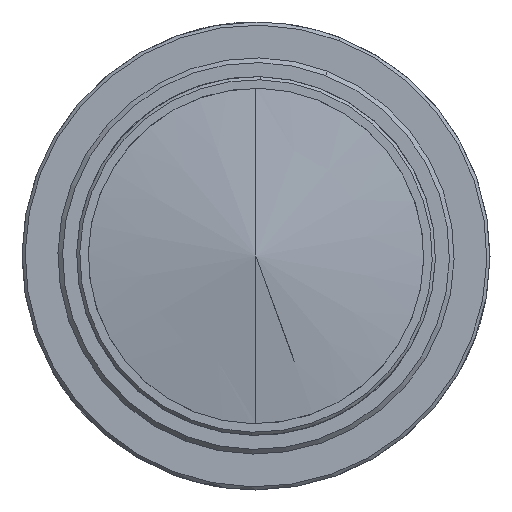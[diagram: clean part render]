
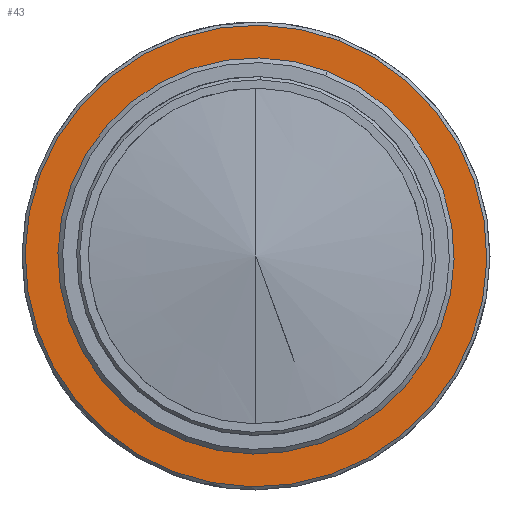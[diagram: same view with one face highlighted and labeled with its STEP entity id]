
A CAD part, left-side view. The second image highlights one B-rep face of the part: STEP entity #43.
In plain terms, the highlighted planar face has unit normal (-1, 0, 0).
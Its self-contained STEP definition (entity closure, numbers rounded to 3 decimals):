
#16 = CARTESIAN_POINT ( 'NONE',  ( -112.84, 0., 0. ) ) ;
#43 = ADVANCED_FACE ( 'NONE', ( #835, #1303 ), #955, .F. ) ;
#45 = EDGE_CURVE ( 'NONE', #348, #1302, #302, .T. ) ;
#73 = CARTESIAN_POINT ( 'NONE',  ( -112.84, -4.434, 11.473 ) ) ;
#79 = CIRCLE ( 'NONE', #389, 12.3 ) ;
#134 = DIRECTION ( 'NONE',  ( -1., 0., 0. ) ) ;
#142 = EDGE_CURVE ( 'NONE', #1302, #348, #79, .T. ) ;
#248 = CARTESIAN_POINT ( 'NONE',  ( -112.84, 0., 0. ) ) ;
#252 = ORIENTED_EDGE ( 'NONE', *, *, #45, .F. ) ;
#269 = AXIS2_PLACEMENT_3D ( 'NONE', #387, #1199, #1108 ) ;
#296 = EDGE_CURVE ( 'NONE', #399, #448, #342, .T. ) ;
#302 = CIRCLE ( 'NONE', #598, 12.3 ) ;
#341 = ORIENTED_EDGE ( 'NONE', *, *, #1238, .T. ) ;
#342 = CIRCLE ( 'NONE', #638, 14.8 ) ;
#348 = VERTEX_POINT ( 'NONE', #73 ) ;
#387 = CARTESIAN_POINT ( 'NONE',  ( -112.84, 0., 0. ) ) ;
#389 = AXIS2_PLACEMENT_3D ( 'NONE', #248, #881, #475 ) ;
#399 = VERTEX_POINT ( 'NONE', #823 ) ;
#448 = VERTEX_POINT ( 'NONE', #603 ) ;
#475 = DIRECTION ( 'NONE',  ( 0., -0.36, 0.933 ) ) ;
#495 = DIRECTION ( 'NONE',  ( -1., 0., 0. ) ) ;
#581 = EDGE_LOOP ( 'NONE', ( #341, #875 ) ) ;
#588 = AXIS2_PLACEMENT_3D ( 'NONE', #1065, #961, #949 ) ;
#598 = AXIS2_PLACEMENT_3D ( 'NONE', #16, #134, #748 ) ;
#603 = CARTESIAN_POINT ( 'NONE',  ( -112.84, 5.335, -13.805 ) ) ;
#638 = AXIS2_PLACEMENT_3D ( 'NONE', #1013, #495, #1119 ) ;
#748 = DIRECTION ( 'NONE',  ( 0., -0.36, 0.933 ) ) ;
#807 = CARTESIAN_POINT ( 'NONE',  ( -112.84, 4.434, -11.473 ) ) ;
#823 = CARTESIAN_POINT ( 'NONE',  ( -112.84, -5.335, 13.805 ) ) ;
#835 = FACE_BOUND ( 'NONE', #1220, .T. ) ;
#875 = ORIENTED_EDGE ( 'NONE', *, *, #296, .T. ) ;
#881 = DIRECTION ( 'NONE',  ( -1., 0., 0. ) ) ;
#894 = ORIENTED_EDGE ( 'NONE', *, *, #142, .F. ) ;
#949 = DIRECTION ( 'NONE',  ( 0., 0.36, -0.933 ) ) ;
#955 = PLANE ( 'NONE',  #588 ) ;
#961 = DIRECTION ( 'NONE',  ( 1., 0., 0. ) ) ;
#1013 = CARTESIAN_POINT ( 'NONE',  ( -112.84, 0., 0. ) ) ;
#1065 = CARTESIAN_POINT ( 'NONE',  ( -112.84, -19.37, 8.572 ) ) ;
#1108 = DIRECTION ( 'NONE',  ( 0., 0.36, -0.933 ) ) ;
#1119 = DIRECTION ( 'NONE',  ( 0., 0.36, -0.933 ) ) ;
#1171 = CIRCLE ( 'NONE', #269, 14.8 ) ;
#1199 = DIRECTION ( 'NONE',  ( -1., 0., 0. ) ) ;
#1220 = EDGE_LOOP ( 'NONE', ( #252, #894 ) ) ;
#1238 = EDGE_CURVE ( 'NONE', #448, #399, #1171, .T. ) ;
#1302 = VERTEX_POINT ( 'NONE', #807 ) ;
#1303 = FACE_OUTER_BOUND ( 'NONE', #581, .T. ) ;
